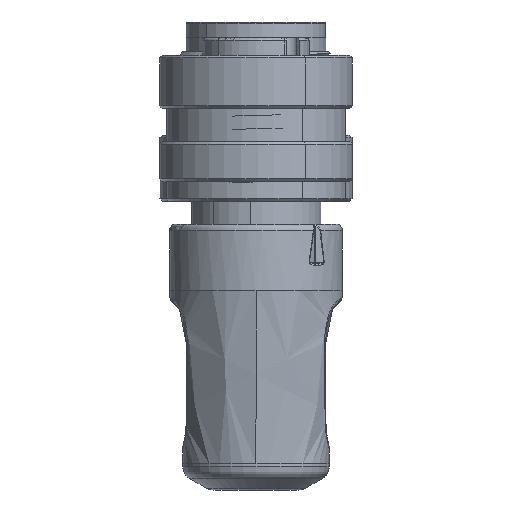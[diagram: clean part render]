
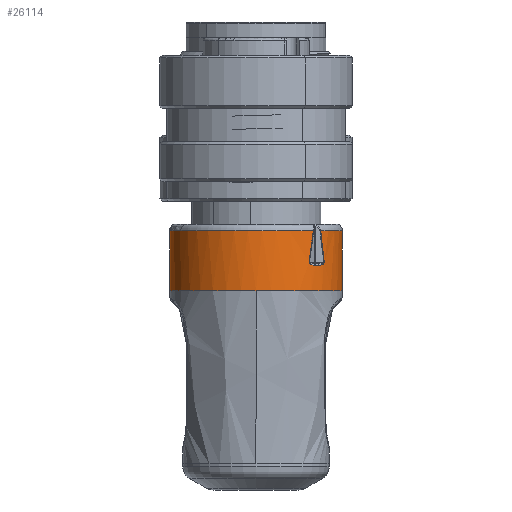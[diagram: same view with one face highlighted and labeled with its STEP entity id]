
A CAD part, left-side view. The second image highlights one B-rep face of the part: STEP entity #26114.
In plain terms, the highlighted cylindrical face has radius 6.5 mm (diameter 13 mm), a partial arc.
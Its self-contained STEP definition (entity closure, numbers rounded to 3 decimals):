
#177 = DIRECTION ( 'NONE',  ( 1., 0., 0. ) ) ;
#3287 = DIRECTION ( 'NONE',  ( 1., 0., 0. ) ) ;
#3651 = CARTESIAN_POINT ( 'NONE',  ( 2.889, 5.133, -3.988 ) ) ;
#3653 = ORIENTED_EDGE ( 'NONE', *, *, #26436, .T. ) ;
#4132 = VERTEX_POINT ( 'NONE', #71026 ) ;
#4540 = AXIS2_PLACEMENT_3D ( 'NONE', #21080, #15576, #66735 ) ;
#5687 = DIRECTION ( 'NONE',  ( 0., 0., -1. ) ) ;
#8357 = CARTESIAN_POINT ( 'NONE',  ( 0.5, 4.864, -4.312 ) ) ;
#8384 = AXIS2_PLACEMENT_3D ( 'NONE', #18859, #82740, #36621 ) ;
#8587 = CARTESIAN_POINT ( 'NONE',  ( 2.889, 5.133, -3.988 ) ) ;
#8746 = CARTESIAN_POINT ( 'NONE',  ( 3.044, 5.031, -4.116 ) ) ;
#8995 = CARTESIAN_POINT ( 'NONE',  ( 0.5, 4.864, -4.312 ) ) ;
#9247 = ORIENTED_EDGE ( 'NONE', *, *, #63586, .T. ) ;
#9596 = B_SPLINE_CURVE_WITH_KNOTS ( 'NONE', 3,
 ( #69872, #44884, #64778, #77046, #32641, #12809, #58426, #70708, #63159, #83026 ),
 .UNSPECIFIED., .F., .F.,
 ( 4, 2, 2, 2, 4 ),
 ( 0., 0., 0., 0., 0.001 ),
 .UNSPECIFIED. ) ;
#10462 = CIRCLE ( 'NONE', #59013, 6.5 ) ;
#10789 = DIRECTION ( 'NONE',  ( -1., 0., 0. ) ) ;
#11642 = VERTEX_POINT ( 'NONE', #39575 ) ;
#12809 = CARTESIAN_POINT ( 'NONE',  ( 3.044, 4.116, -5.031 ) ) ;
#13193 = CARTESIAN_POINT ( 'NONE',  ( 3.1, 4.72, -4.469 ) ) ;
#15576 = DIRECTION ( 'NONE',  ( -1., 0., 0. ) ) ;
#15877 = CARTESIAN_POINT ( 'NONE',  ( 2.489, 4.03, -5.1 ) ) ;
#16296 = EDGE_CURVE ( 'NONE', #55572, #4132, #10462, .T. ) ;
#16368 = DIRECTION ( 'NONE',  ( 0., 0., 1. ) ) ;
#16573 = CARTESIAN_POINT ( 'NONE',  ( 0., 0., -6.5 ) ) ;
#17409 = CARTESIAN_POINT ( 'NONE',  ( 5., 0., 6.5 ) ) ;
#17443 = EDGE_CURVE ( 'NONE', #55572, #64201, #68689, .T. ) ;
#17860 = B_SPLINE_CURVE_WITH_KNOTS ( 'NONE', 3,
 ( #36142, #49668, #36558, #62388, #15877, #61121 ),
 .UNSPECIFIED., .F., .F.,
 ( 4, 2, 4 ),
 ( 0., 0.001, 0.002 ),
 .UNSPECIFIED. ) ;
#18198 = ORIENTED_EDGE ( 'NONE', *, *, #59708, .T. ) ;
#18859 = CARTESIAN_POINT ( 'NONE',  ( 0., 0., 0. ) ) ;
#20285 = CARTESIAN_POINT ( 'NONE',  ( 2.889, 5.133, -3.988 ) ) ;
#21080 = CARTESIAN_POINT ( 'NONE',  ( 5., 0., 0. ) ) ;
#22842 = CARTESIAN_POINT ( 'NONE',  ( 2.89, 3.987, -5.134 ) ) ;
#23013 = CARTESIAN_POINT ( 'NONE',  ( 0.5, 0., 0. ) ) ;
#23047 = CARTESIAN_POINT ( 'NONE',  ( 0., 0., 6.5 ) ) ;
#25128 = VERTEX_POINT ( 'NONE', #51593 ) ;
#25192 = CYLINDRICAL_SURFACE ( 'NONE', #8384, 6.5 ) ;
#26114 = ADVANCED_FACE ( 'NONE', ( #75522 ), #25192, .T. ) ;
#26436 = EDGE_CURVE ( 'NONE', #66529, #64201, #39394, .T. ) ;
#26903 = CARTESIAN_POINT ( 'NONE',  ( 3.1, 4.802, -4.383 ) ) ;
#27083 = B_SPLINE_CURVE_WITH_KNOTS ( 'NONE', 3,
 ( #8587, #72807, #54194, #35581, #34338, #8995 ),
 .UNSPECIFIED., .F., .F.,
 ( 4, 2, 4 ),
 ( 0., 0.001, 0.002 ),
 .UNSPECIFIED. ) ;
#29790 = DIRECTION ( 'NONE',  ( 0., 0., 1. ) ) ;
#30453 = CIRCLE ( 'NONE', #73660, 6.5 ) ;
#31877 = DIRECTION ( 'NONE',  ( 0., 0., -1. ) ) ;
#32641 = CARTESIAN_POINT ( 'NONE',  ( 3.006, 4.052, -5.083 ) ) ;
#32846 = AXIS2_PLACEMENT_3D ( 'NONE', #69931, #177, #31877 ) ;
#34338 = CARTESIAN_POINT ( 'NONE',  ( 0.897, 4.916, -4.253 ) ) ;
#34500 = CARTESIAN_POINT ( 'NONE',  ( 3.006, 5.082, -4.052 ) ) ;
#35581 = CARTESIAN_POINT ( 'NONE',  ( 1.294, 4.966, -4.194 ) ) ;
#36142 = CARTESIAN_POINT ( 'NONE',  ( 0.5, 4.307, -4.868 ) ) ;
#36558 = CARTESIAN_POINT ( 'NONE',  ( 1.293, 4.186, -4.973 ) ) ;
#36621 = DIRECTION ( 'NONE',  ( 0., 0., 1. ) ) ;
#37308 = EDGE_CURVE ( 'NONE', #51835, #25128, #55887, .T. ) ;
#39394 = CIRCLE ( 'NONE', #80032, 6.5 ) ;
#39575 = CARTESIAN_POINT ( 'NONE',  ( 3.1, 4.469, -4.72 ) ) ;
#39978 = CARTESIAN_POINT ( 'NONE',  ( 3.1, 4.72, -4.469 ) ) ;
#41601 = DIRECTION ( 'NONE',  ( -1., 0., 0. ) ) ;
#42994 = ORIENTED_EDGE ( 'NONE', *, *, #37308, .T. ) ;
#43096 = CARTESIAN_POINT ( 'NONE',  ( 5., 0., -6.5 ) ) ;
#43468 = VERTEX_POINT ( 'NONE', #20285 ) ;
#44497 = EDGE_CURVE ( 'NONE', #49272, #62690, #17860, .T. ) ;
#44884 = CARTESIAN_POINT ( 'NONE',  ( 2.92, 3.984, -5.136 ) ) ;
#45195 = CARTESIAN_POINT ( 'NONE',  ( 0.5, 0., 6.5 ) ) ;
#46838 = EDGE_CURVE ( 'NONE', #62690, #11642, #9596, .T. ) ;
#47583 = CARTESIAN_POINT ( 'NONE',  ( 2.99, 5.099, -4.032 ) ) ;
#48777 = DIRECTION ( 'NONE',  ( 1., 0., 0. ) ) ;
#49104 = DIRECTION ( 'NONE',  ( -1., 0., 0. ) ) ;
#49272 = VERTEX_POINT ( 'NONE', #79873 ) ;
#49668 = CARTESIAN_POINT ( 'NONE',  ( 0.896, 4.246, -4.923 ) ) ;
#51593 = CARTESIAN_POINT ( 'NONE',  ( 0.5, 0., -6.5 ) ) ;
#51835 = VERTEX_POINT ( 'NONE', #43096 ) ;
#52681 = CARTESIAN_POINT ( 'NONE',  ( 3.059, 4.994, -4.161 ) ) ;
#54194 = CARTESIAN_POINT ( 'NONE',  ( 2.09, 5.057, -4.085 ) ) ;
#55572 = VERTEX_POINT ( 'NONE', #17409 ) ;
#55887 = LINE ( 'NONE', #16573, #60989 ) ;
#56479 = ORIENTED_EDGE ( 'NONE', *, *, #46838, .T. ) ;
#58426 = CARTESIAN_POINT ( 'NONE',  ( 3.059, 4.16, -4.995 ) ) ;
#59013 = AXIS2_PLACEMENT_3D ( 'NONE', #73783, #41601, #29790 ) ;
#59708 = EDGE_CURVE ( 'NONE', #4132, #51835, #63966, .T. ) ;
#59897 = CARTESIAN_POINT ( 'NONE',  ( 3.093, 4.881, -4.294 ) ) ;
#60989 = VECTOR ( 'NONE', #49104, 1000. ) ;
#61121 = CARTESIAN_POINT ( 'NONE',  ( 2.89, 3.987, -5.134 ) ) ;
#61627 = CARTESIAN_POINT ( 'NONE',  ( 3.1, 0., 0. ) ) ;
#61989 = CARTESIAN_POINT ( 'NONE',  ( 2.92, 5.136, -3.984 ) ) ;
#62388 = CARTESIAN_POINT ( 'NONE',  ( 2.09, 4.079, -5.062 ) ) ;
#62690 = VERTEX_POINT ( 'NONE', #22842 ) ;
#63159 = CARTESIAN_POINT ( 'NONE',  ( 3.1, 4.382, -4.802 ) ) ;
#63586 = EDGE_CURVE ( 'NONE', #80803, #43468, #65928, .T. ) ;
#63966 = CIRCLE ( 'NONE', #4540, 6.5 ) ;
#64201 = VERTEX_POINT ( 'NONE', #45195 ) ;
#64778 = CARTESIAN_POINT ( 'NONE',  ( 2.949, 3.997, -5.126 ) ) ;
#65928 = B_SPLINE_CURVE_WITH_KNOTS ( 'NONE', 3,
 ( #39978, #26903, #59897, #52681, #8746, #34500, #47583, #74655, #61989, #3651 ),
 .UNSPECIFIED., .F., .F.,
 ( 4, 2, 2, 2, 4 ),
 ( 0., 0., 0.001, 0.001, 0.001 ),
 .UNSPECIFIED. ) ;
#66529 = VERTEX_POINT ( 'NONE', #8357 ) ;
#66735 = DIRECTION ( 'NONE',  ( 0., 0., 1. ) ) ;
#67427 = EDGE_CURVE ( 'NONE', #43468, #66529, #27083, .T. ) ;
#67836 = EDGE_CURVE ( 'NONE', #11642, #80803, #30453, .T. ) ;
#67976 = CIRCLE ( 'NONE', #32846, 6.5 ) ;
#68689 = LINE ( 'NONE', #23047, #82172 ) ;
#69872 = CARTESIAN_POINT ( 'NONE',  ( 2.89, 3.987, -5.134 ) ) ;
#69931 = CARTESIAN_POINT ( 'NONE',  ( 0.5, 0., 0. ) ) ;
#70708 = CARTESIAN_POINT ( 'NONE',  ( 3.093, 4.293, -4.882 ) ) ;
#71026 = CARTESIAN_POINT ( 'NONE',  ( 5., 6.5, 0. ) ) ;
#72807 = CARTESIAN_POINT ( 'NONE',  ( 2.489, 5.097, -4.034 ) ) ;
#73660 = AXIS2_PLACEMENT_3D ( 'NONE', #61627, #3287, #16368 ) ;
#73783 = CARTESIAN_POINT ( 'NONE',  ( 5., 0., 0. ) ) ;
#74124 = ORIENTED_EDGE ( 'NONE', *, *, #67427, .T. ) ;
#74655 = CARTESIAN_POINT ( 'NONE',  ( 2.949, 5.125, -3.998 ) ) ;
#74844 = ORIENTED_EDGE ( 'NONE', *, *, #16296, .T. ) ;
#75522 = FACE_OUTER_BOUND ( 'NONE', #77392, .T. ) ;
#77046 = CARTESIAN_POINT ( 'NONE',  ( 2.991, 4.031, -5.099 ) ) ;
#77392 = EDGE_LOOP ( 'NONE', ( #74844, #18198, #42994, #81946, #79331, #56479, #82474, #9247, #74124, #3653, #78768 ) ) ;
#77842 = EDGE_CURVE ( 'NONE', #25128, #49272, #67976, .T. ) ;
#78768 = ORIENTED_EDGE ( 'NONE', *, *, #17443, .F. ) ;
#79331 = ORIENTED_EDGE ( 'NONE', *, *, #44497, .T. ) ;
#79873 = CARTESIAN_POINT ( 'NONE',  ( 0.5, 4.307, -4.868 ) ) ;
#80032 = AXIS2_PLACEMENT_3D ( 'NONE', #23013, #48777, #5687 ) ;
#80803 = VERTEX_POINT ( 'NONE', #13193 ) ;
#81946 = ORIENTED_EDGE ( 'NONE', *, *, #77842, .T. ) ;
#82172 = VECTOR ( 'NONE', #10789, 1000. ) ;
#82474 = ORIENTED_EDGE ( 'NONE', *, *, #67836, .T. ) ;
#82740 = DIRECTION ( 'NONE',  ( -1., 0., 0. ) ) ;
#83026 = CARTESIAN_POINT ( 'NONE',  ( 3.1, 4.469, -4.72 ) ) ;
